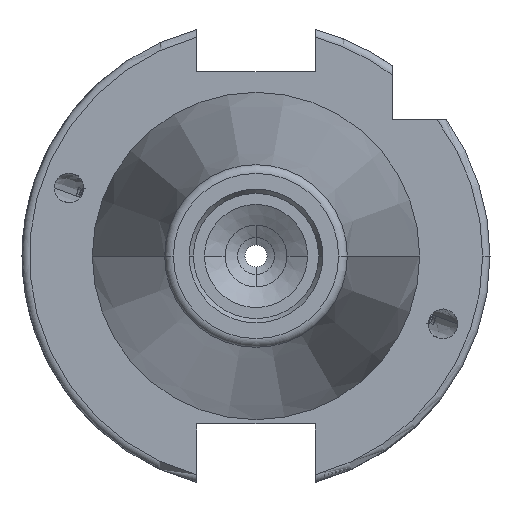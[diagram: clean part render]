
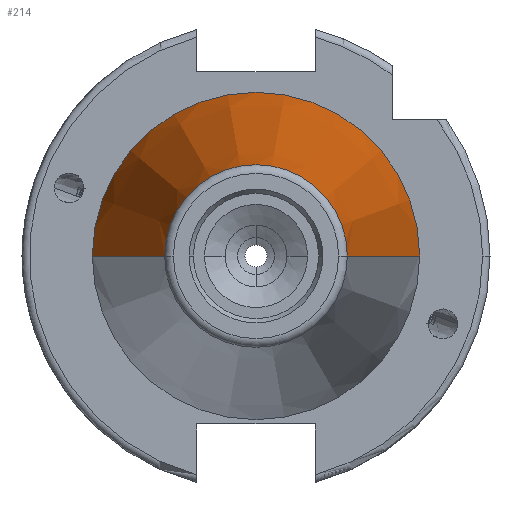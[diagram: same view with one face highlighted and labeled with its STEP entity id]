
A CAD part, left-side view. The second image highlights one B-rep face of the part: STEP entity #214.
In plain terms, the highlighted conical face has half-angle 8.297 degrees and reference radius 22.225 mm.
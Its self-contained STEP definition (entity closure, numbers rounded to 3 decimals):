
#161 = VERTEX_POINT ( 'NONE', #1018 ) ;
#184 = CONICAL_SURFACE ( 'NONE', #1769, 22.225, 0.145 ) ;
#205 = DIRECTION ( 'NONE',  ( 0., 1., 0. ) ) ;
#214 = ADVANCED_FACE ( 'NONE', ( #575 ), #184, .T. ) ;
#219 = CARTESIAN_POINT ( 'NONE',  ( 0., 0., 0. ) ) ;
#404 = CIRCLE ( 'NONE', #3292, 22.225 ) ;
#544 = DIRECTION ( 'NONE',  ( 1., 0., 0. ) ) ;
#575 = FACE_OUTER_BOUND ( 'NONE', #4427, .T. ) ;
#1018 = CARTESIAN_POINT ( 'NONE',  ( -67.373, 12.4, 0. ) ) ;
#1143 = VERTEX_POINT ( 'NONE', #1856 ) ;
#1185 = CARTESIAN_POINT ( 'NONE',  ( 0., 0., 0. ) ) ;
#1187 = DIRECTION ( 'NONE',  ( -1., 0., 0. ) ) ;
#1225 = DIRECTION ( 'NONE',  ( -1., 0., 0. ) ) ;
#1255 = DIRECTION ( 'NONE',  ( 0., -1., 0. ) ) ;
#1490 = LINE ( 'NONE', #4549, #4670 ) ;
#1734 = CIRCLE ( 'NONE', #3283, 12.4 ) ;
#1769 = AXIS2_PLACEMENT_3D ( 'NONE', #219, #544, #205 ) ;
#1856 = CARTESIAN_POINT ( 'NONE',  ( 0., 22.225, 0. ) ) ;
#2026 = VERTEX_POINT ( 'NONE', #4062 ) ;
#2086 = EDGE_CURVE ( 'NONE', #2026, #1143, #404, .T. ) ;
#2185 = VECTOR ( 'NONE', #4574, 1000. ) ;
#2478 = EDGE_CURVE ( 'NONE', #161, #1143, #3268, .T. ) ;
#2510 = DIRECTION ( 'NONE',  ( 0.99, -0.144, 0. ) ) ;
#2959 = ORIENTED_EDGE ( 'NONE', *, *, #3828, .T. ) ;
#3009 = ORIENTED_EDGE ( 'NONE', *, *, #2086, .T. ) ;
#3268 = LINE ( 'NONE', #4231, #2185 ) ;
#3283 = AXIS2_PLACEMENT_3D ( 'NONE', #3673, #1187, #4106 ) ;
#3292 = AXIS2_PLACEMENT_3D ( 'NONE', #1185, #1225, #1255 ) ;
#3673 = CARTESIAN_POINT ( 'NONE',  ( -67.373, 0., 0. ) ) ;
#3828 = EDGE_CURVE ( 'NONE', #4273, #2026, #1490, .T. ) ;
#3996 = CARTESIAN_POINT ( 'NONE',  ( -67.373, -12.4, 0. ) ) ;
#4062 = CARTESIAN_POINT ( 'NONE',  ( 0., -22.225, 0. ) ) ;
#4106 = DIRECTION ( 'NONE',  ( 0., -1., 0. ) ) ;
#4231 = CARTESIAN_POINT ( 'NONE',  ( 0., 22.225, 0. ) ) ;
#4273 = VERTEX_POINT ( 'NONE', #3996 ) ;
#4390 = EDGE_CURVE ( 'NONE', #4273, #161, #1734, .T. ) ;
#4427 = EDGE_LOOP ( 'NONE', ( #4881, #2959, #3009, #5318 ) ) ;
#4549 = CARTESIAN_POINT ( 'NONE',  ( 0., -22.225, 0. ) ) ;
#4574 = DIRECTION ( 'NONE',  ( 0.99, 0.144, 0. ) ) ;
#4670 = VECTOR ( 'NONE', #2510, 1000. ) ;
#4881 = ORIENTED_EDGE ( 'NONE', *, *, #4390, .F. ) ;
#5318 = ORIENTED_EDGE ( 'NONE', *, *, #2478, .F. ) ;
